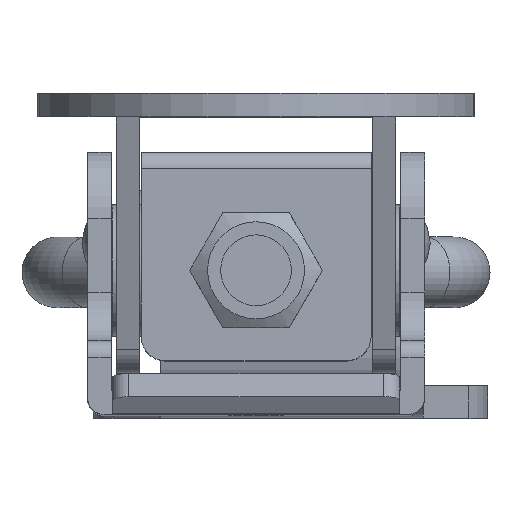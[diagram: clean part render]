
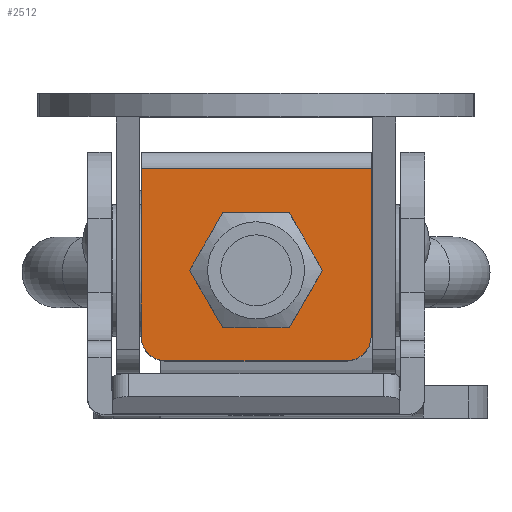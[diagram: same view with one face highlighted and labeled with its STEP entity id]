
A CAD part, top view. The second image highlights one B-rep face of the part: STEP entity #2512.
In plain terms, the highlighted face is planar.
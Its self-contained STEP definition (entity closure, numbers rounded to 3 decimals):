
#157=FACE_BOUND('',#554,.T.);
#228=PLANE('',#2776);
#362=FACE_OUTER_BOUND('',#553,.T.);
#553=EDGE_LOOP('',(#2219,#2220,#2221,#2222,#2223,#2224));
#554=EDGE_LOOP('',(#2225));
#753=LINE('',#4395,#938);
#754=LINE('',#4400,#939);
#755=LINE('',#4405,#940);
#756=LINE('',#4408,#941);
#938=VECTOR('',#3445,10.2);
#939=VECTOR('',#3452,14.);
#940=VECTOR('',#3457,11.);
#941=VECTOR('',#3460,10.2);
#1070=CIRCLE('',#2777,1.5);
#1071=CIRCLE('',#2778,1.5);
#1072=CIRCLE('',#2779,2.5);
#1288=VERTEX_POINT('',#4392);
#1289=VERTEX_POINT('',#4394);
#1290=VERTEX_POINT('',#4398);
#1291=VERTEX_POINT('',#4402);
#1292=VERTEX_POINT('',#4404);
#1293=VERTEX_POINT('',#4406);
#1294=VERTEX_POINT('',#4409);
#1606=EDGE_CURVE('',#1288,#1289,#753,.T.);
#1609=EDGE_CURVE('',#1289,#1290,#754,.T.);
#1610=EDGE_CURVE('',#1291,#1288,#1070,.T.);
#1611=EDGE_CURVE('',#1291,#1292,#755,.T.);
#1612=EDGE_CURVE('',#1293,#1292,#1071,.T.);
#1613=EDGE_CURVE('',#1290,#1293,#756,.T.);
#1614=EDGE_CURVE('',#1294,#1294,#1072,.T.);
#2219=ORIENTED_EDGE('',*,*,#1609,.F.);
#2220=ORIENTED_EDGE('',*,*,#1606,.F.);
#2221=ORIENTED_EDGE('',*,*,#1610,.F.);
#2222=ORIENTED_EDGE('',*,*,#1611,.T.);
#2223=ORIENTED_EDGE('',*,*,#1612,.F.);
#2224=ORIENTED_EDGE('',*,*,#1613,.F.);
#2225=ORIENTED_EDGE('',*,*,#1614,.T.);
#2512=ADVANCED_FACE('',(#362,#157),#228,.T.);
#2776=AXIS2_PLACEMENT_3D('',#4401,#3453,#3454);
#2777=AXIS2_PLACEMENT_3D('',#4403,#3455,#3456);
#2778=AXIS2_PLACEMENT_3D('',#4407,#3458,#3459);
#2779=AXIS2_PLACEMENT_3D('',#4410,#3461,#3462);
#3445=DIRECTION('',(0.,0.,1.));
#3452=DIRECTION('',(0.,1.,0.));
#3453=DIRECTION('center_axis',(1.,0.,0.));
#3454=DIRECTION('ref_axis',(0.,0.,-1.));
#3455=DIRECTION('center_axis',(-1.,0.,0.));
#3456=DIRECTION('ref_axis',(0.,-0.707,-0.707));
#3457=DIRECTION('',(0.,1.,0.));
#3458=DIRECTION('center_axis',(-1.,0.,0.));
#3459=DIRECTION('ref_axis',(0.,0.707,-0.707));
#3460=DIRECTION('',(0.,0.,-1.));
#3461=DIRECTION('center_axis',(-1.,0.,0.));
#3462=DIRECTION('ref_axis',(0.,0.,1.));
#4392=CARTESIAN_POINT('',(11.7,-7.,1.5));
#4394=CARTESIAN_POINT('',(11.7,-7.,11.7));
#4395=CARTESIAN_POINT('',(11.7,-7.,12.7));
#4398=CARTESIAN_POINT('',(11.7,7.,11.7));
#4400=CARTESIAN_POINT('',(11.7,0.,11.7));
#4401=CARTESIAN_POINT('Origin',(11.7,0.,12.7));
#4402=CARTESIAN_POINT('',(11.7,-5.5,0.));
#4403=CARTESIAN_POINT('Origin',(11.7,-5.5,1.5));
#4404=CARTESIAN_POINT('',(11.7,5.5,0.));
#4405=CARTESIAN_POINT('',(11.7,0.,0.));
#4406=CARTESIAN_POINT('',(11.7,7.,1.5));
#4407=CARTESIAN_POINT('Origin',(11.7,5.5,1.5));
#4408=CARTESIAN_POINT('',(11.7,7.,12.7));
#4409=CARTESIAN_POINT('',(11.7,0.,3.));
#4410=CARTESIAN_POINT('Origin',(11.7,0.,5.5));
